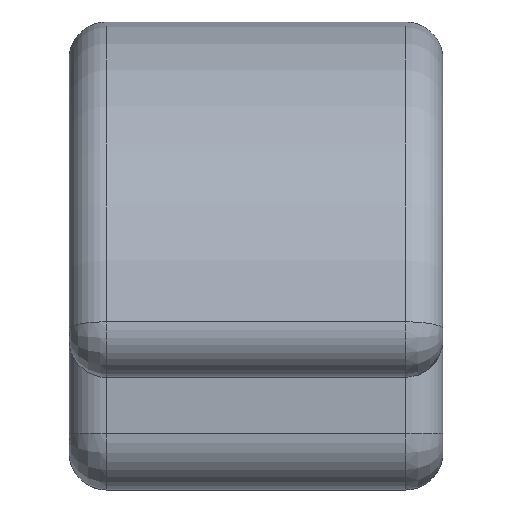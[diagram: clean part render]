
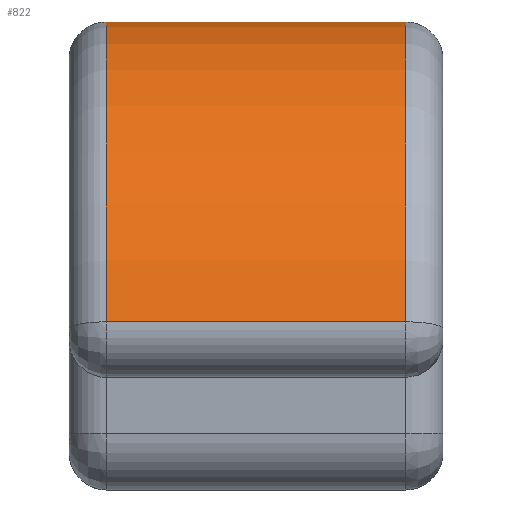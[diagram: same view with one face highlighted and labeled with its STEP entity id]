
A CAD part, top view. The second image highlights one B-rep face of the part: STEP entity #822.
In plain terms, the highlighted cylindrical face has radius 19.813 mm (diameter 39.627 mm), a partial arc.
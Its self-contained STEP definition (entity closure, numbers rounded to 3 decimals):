
#450 = EDGE_CURVE('',#451,#453,#455,.T.);
#451 = VERTEX_POINT('',#452);
#452 = CARTESIAN_POINT('',(-8.,-10.07,31.457));
#453 = VERTEX_POINT('',#454);
#454 = CARTESIAN_POINT('',(8.,-10.07,31.457));
#455 = LINE('',#456,#457);
#456 = CARTESIAN_POINT('',(-10.,-10.07,31.457));
#457 = VECTOR('',#458,1.);
#458 = DIRECTION('',(1.,0.,0.));
#657 = VERTEX_POINT('',#658);
#658 = CARTESIAN_POINT('',(-8.,6.,12.));
#702 = EDGE_CURVE('',#451,#657,#703,.T.);
#703 = CIRCLE('',#704,19.813);
#704 = AXIS2_PLACEMENT_3D('',#705,#706,#707);
#705 = CARTESIAN_POINT('',(-8.,-13.813,12.));
#706 = DIRECTION('',(-1.,0.,0.));
#707 = DIRECTION('',(0.,0.189,0.982)
  );
#742 = VERTEX_POINT('',#743);
#743 = CARTESIAN_POINT('',(8.,6.,12.));
#785 = EDGE_CURVE('',#453,#742,#786,.T.);
#786 = CIRCLE('',#787,19.813);
#787 = AXIS2_PLACEMENT_3D('',#788,#789,#790);
#788 = CARTESIAN_POINT('',(8.,-13.813,12.));
#789 = DIRECTION('',(-1.,0.,0.));
#790 = DIRECTION('',(0.,0.189,0.982)
  );
#822 = ADVANCED_FACE('',(#823),#834,.T.);
#823 = FACE_BOUND('',#824,.F.);
#824 = EDGE_LOOP('',(#825,#831,#832,#833));
#825 = ORIENTED_EDGE('',*,*,#826,.T.);
#826 = EDGE_CURVE('',#657,#742,#827,.T.);
#827 = LINE('',#828,#829);
#828 = CARTESIAN_POINT('',(-10.,6.,12.));
#829 = VECTOR('',#830,1.);
#830 = DIRECTION('',(1.,0.,0.));
#831 = ORIENTED_EDGE('',*,*,#785,.F.);
#832 = ORIENTED_EDGE('',*,*,#450,.F.);
#833 = ORIENTED_EDGE('',*,*,#702,.T.);
#834 = CYLINDRICAL_SURFACE('',#835,19.813);
#835 = AXIS2_PLACEMENT_3D('',#836,#837,#838);
#836 = CARTESIAN_POINT('',(-10.,-13.813,12.));
#837 = DIRECTION('',(-1.,0.,0.));
#838 = DIRECTION('',(0.,1.,0.));
